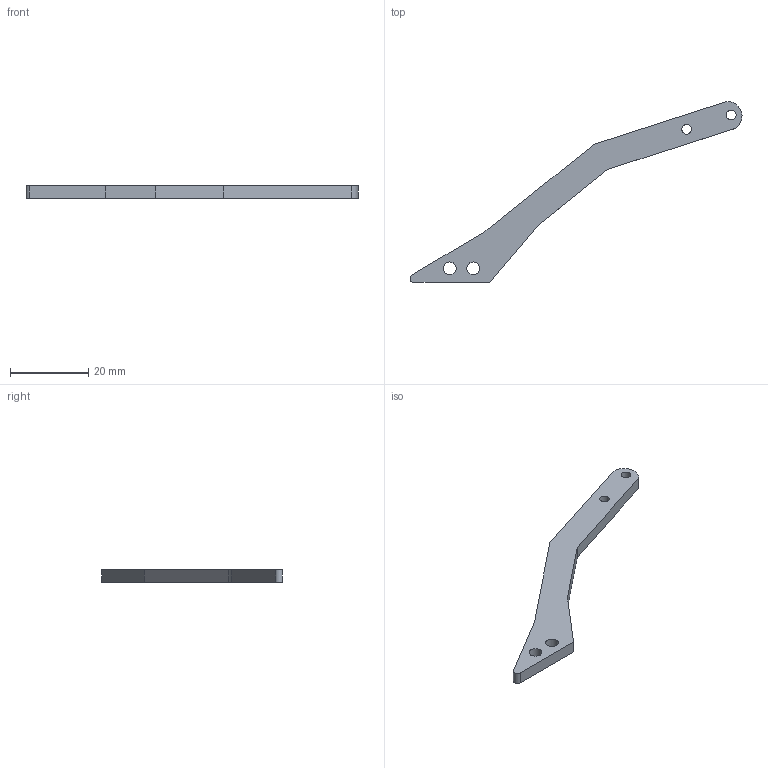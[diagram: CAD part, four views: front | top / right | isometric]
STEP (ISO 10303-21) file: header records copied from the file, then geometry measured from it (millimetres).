
FILE_DESCRIPTION(/* description */ ('Alibre Inc.'),/* implementation_level */ '2;1');
FILE_NAME(/* name */ 'export-A6D978E3-BC03-4DEA-8390-EFDBCE73DA4D',/* time_stamp */ '2025-02-17T12:06:21-07:00',/* author */ (''),/* organization */ (''),/* preprocessor_version */ 'ST-DEVELOPER v17',/* originating_system */ 'Alibre',/* authorisation */ '');
FILE_SCHEMA (('CONFIG_CONTROL_DESIGN'));
Length unit declared in the file: centimetre
Bounding box: 85.02 x 46.34 x 3.17 mm (x, y, z)
Volume: 2188.5 mm3; surface area: 2133.8 mm2
Topology: 1 solids, 1 shells, 16 faces, 42 edges, 28 vertices
Faces by surface type: plane 9, cylinder 7
Full cylindrical faces by diameter (mm): 2.5 x2, 3.3 x2
Entity records: 572 total; most frequent: CARTESIAN_POINT 82, ORIENTED_EDGE 76, DIRECTION 75, EDGE_CURVE 38, AXIS2_PLACEMENT_3D 30, VERTEX_POINT 28, EDGE_LOOP 28, FACE_BOUND 28
